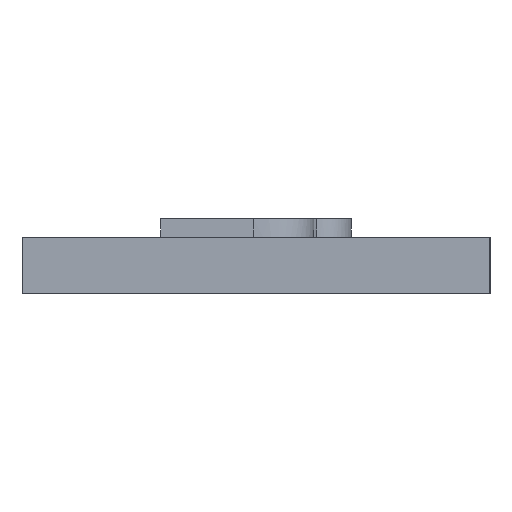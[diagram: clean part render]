
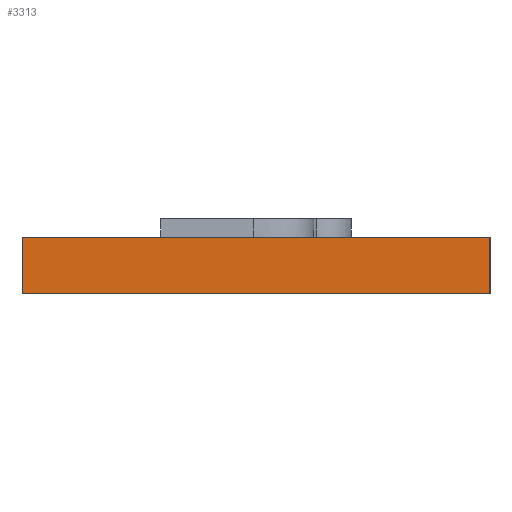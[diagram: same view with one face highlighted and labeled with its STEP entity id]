
A CAD part, left-side view. The second image highlights one B-rep face of the part: STEP entity #3313.
In plain terms, the highlighted planar face has unit normal (-1, 0, 0).
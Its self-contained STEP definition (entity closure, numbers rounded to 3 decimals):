
#133=PLANE('',#3443);
#310=FACE_OUTER_BOUND('',#503,.T.);
#503=EDGE_LOOP('',(#3051,#3052,#3053,#3054));
#835=LINE('',#5986,#1172);
#839=LINE('',#5995,#1176);
#840=LINE('',#5998,#1177);
#841=LINE('',#5999,#1178);
#1172=VECTOR('',#3975,10.);
#1176=VECTOR('',#3985,10.);
#1177=VECTOR('',#3988,10.);
#1178=VECTOR('',#3989,10.);
#1634=VERTEX_POINT('',#5983);
#1635=VERTEX_POINT('',#5985);
#1636=VERTEX_POINT('',#5991);
#1638=VERTEX_POINT('',#5997);
#2107=EDGE_CURVE('',#1634,#1635,#835,.T.);
#2111=EDGE_CURVE('',#1636,#1635,#839,.T.);
#2112=EDGE_CURVE('',#1638,#1636,#840,.T.);
#2113=EDGE_CURVE('',#1638,#1634,#841,.T.);
#3051=ORIENTED_EDGE('',*,*,#2112,.T.);
#3052=ORIENTED_EDGE('',*,*,#2111,.T.);
#3053=ORIENTED_EDGE('',*,*,#2107,.F.);
#3054=ORIENTED_EDGE('',*,*,#2113,.F.);
#3313=ADVANCED_FACE('',(#310),#133,.T.);
#3443=AXIS2_PLACEMENT_3D('',#5996,#3986,#3987);
#3975=DIRECTION('',(0.,-1.,0.));
#3985=DIRECTION('',(0.,0.,1.));
#3986=DIRECTION('center_axis',(-1.,0.,0.));
#3987=DIRECTION('ref_axis',(0.,-1.,0.));
#3988=DIRECTION('',(0.,-1.,0.));
#3989=DIRECTION('',(0.,0.,1.));
#5983=CARTESIAN_POINT('',(0.,25.,3.));
#5985=CARTESIAN_POINT('',(0.,0.,3.));
#5986=CARTESIAN_POINT('',(0.,25.,3.));
#5991=CARTESIAN_POINT('',(0.,0.,0.));
#5995=CARTESIAN_POINT('',(0.,0.,0.));
#5996=CARTESIAN_POINT('Origin',(0.,25.,0.));
#5997=CARTESIAN_POINT('',(0.,25.,0.));
#5998=CARTESIAN_POINT('',(0.,25.,0.));
#5999=CARTESIAN_POINT('',(0.,25.,0.));
